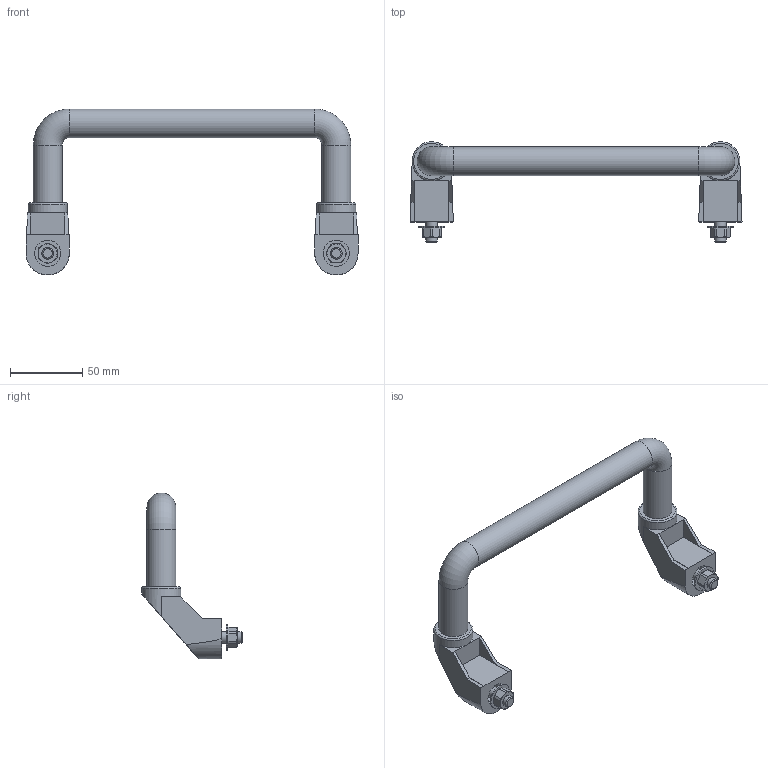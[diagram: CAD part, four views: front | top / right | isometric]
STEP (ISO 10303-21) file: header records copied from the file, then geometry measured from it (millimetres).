
FILE_DESCRIPTION( ( 'STEP AP214' ), '1' );
FILE_NAME( 'K0220.2002.stp', '2020-11-26T12:16:34', ( '' ), ( '' ), ' ', 'PARTsolutions', ' ' );
FILE_SCHEMA( ( 'AUTOMOTIVE_DESIGN { 1 0 10303 214 1 1 1 1 }' ) );
Length unit declared in the file: millimetre
Products named in the file (1): _K0220.2002
Bounding box: 230 x 69.49 x 115 mm (x, y, z)
Volume: 154869.2 mm3; surface area: 39559.3 mm2
Topology: 1 solids, 1 shells, 161 faces, 379 edges, 238 vertices
Faces by surface type: plane 96, cylinder 33, cone 28, torus 4
Full cylindrical faces by diameter (mm): 8 x4, 14.2 x2, 16 x4, 18.2 x2, 20 x3, 27 x2
Entity records: 5744 total; most frequent: CARTESIAN_POINT 882, DIRECTION 742, ORIENTED_EDGE 688, EDGE_CURVE 344, AXIS2_PLACEMENT_3D 284, VERTEX_POINT 232, EDGE_LOOP 210, FACE_OUTER_BOUND 182
